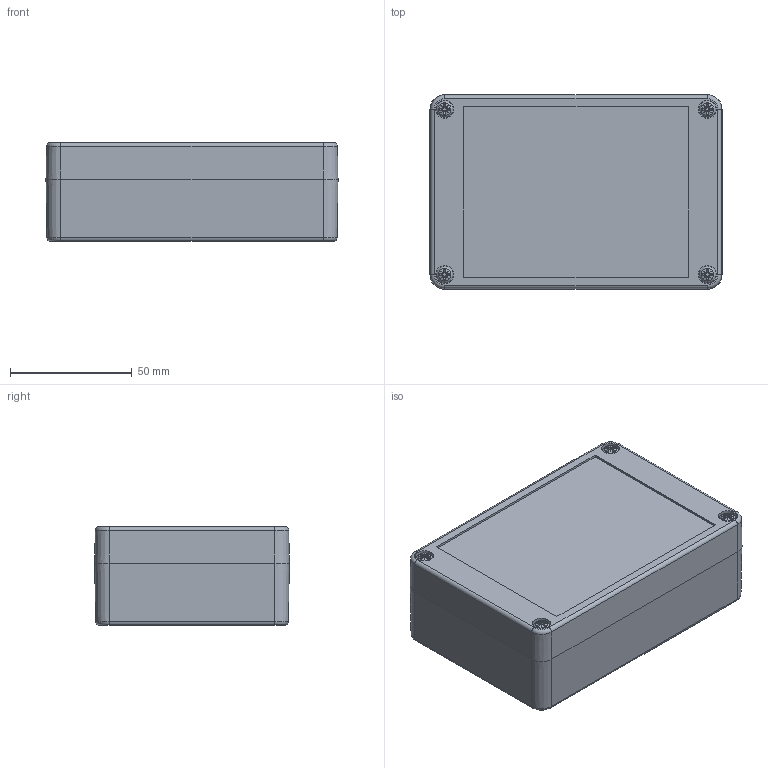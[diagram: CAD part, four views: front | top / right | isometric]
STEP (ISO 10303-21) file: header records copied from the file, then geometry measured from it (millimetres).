
FILE_DESCRIPTION((''),'2;1');
FILE_NAME('0421101600-MBT_128040-FT_VE.stp','2015-06-16T11:58:22',('robin.rentz'),(''),'Autodesk Inventor 2012','Autodesk Inventor 2012','');
FILE_SCHEMA(('AUTOMOTIVE_DESIGN { 1 2 10303 214 0 1 1 1 }'));
Length unit declared in the file: millimetre
Products named in the file (6): 0421101600-MBT_128040-FT_VE; 0401101502-UT_128027_VE; 0421102101-OT_128015-FT_VE; xxx-O-Ring--OT--MBM-MBT_128015; 1990000276 Schraube BM4x24_11; 1990000007 M4 Gewindebuchse
Assembly tree (11 placements, depth 2):
  0421101600-MBT_128040-FT_VE
    0401101502-UT_128027_VE
    0421102101-OT_128015-FT_VE
    xxx-O-Ring--OT--MBM-MBT_128015
    1990000276 Schraube BM4x24_11  x4
    1990000007 M4 Gewindebuchse  x4
Bounding box: 120 x 80 x 40.53 mm (x, y, z)
Volume: 107113.9 mm3; surface area: 83751.2 mm2
Topology: 11 solids, 11 shells, 1684 faces, 4068 edges, 2452 vertices
Faces by surface type: plane 608, cylinder 452, cone 364, torus 204, bspline 40, sphere 16
Full cylindrical faces by diameter (mm): 3.242 x4, 3.3 x4, 4 x4, 4.4 x4, 4.5 x8, 4.8 x4, 5.1 x4, 6.8 x4, 7 x4, 7.4 x4, 7.5 x4
Entity records: 25813 total; most frequent: CARTESIAN_POINT 5556, DIRECTION 4550, ORIENTED_EDGE 3990, EDGE_CURVE 1995, AXIS2_PLACEMENT_3D 1871, VERTEX_POINT 1237, EDGE_LOOP 1002, CIRCLE 991
